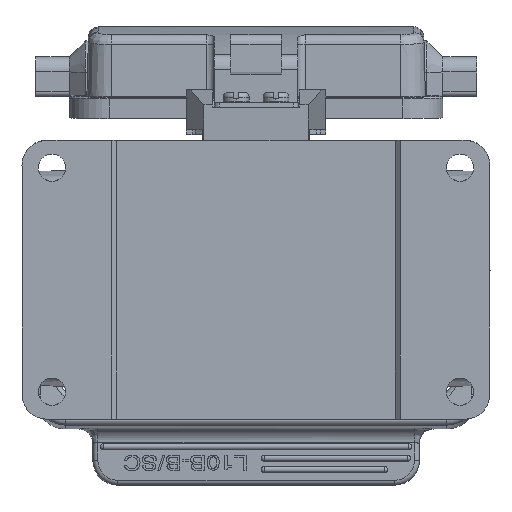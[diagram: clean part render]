
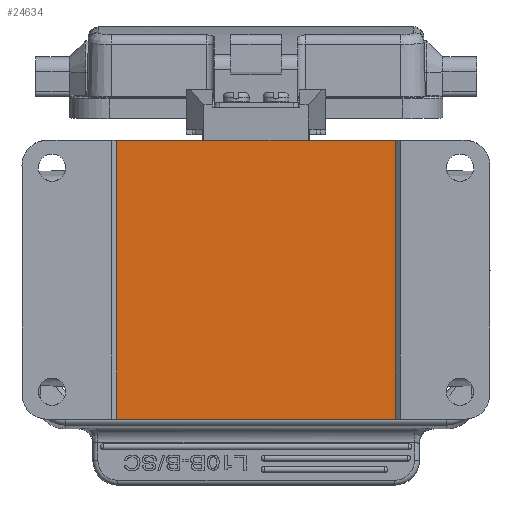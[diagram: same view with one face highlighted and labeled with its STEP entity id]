
A CAD part, front view. The second image highlights one B-rep face of the part: STEP entity #24634.
In plain terms, the highlighted planar face has unit normal (0, -1, -0.009).
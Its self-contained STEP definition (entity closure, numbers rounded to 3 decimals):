
#2721=DIRECTION('',(1.,0.,0.));
#2722=VECTOR('',#2721,56.);
#2723=CARTESIAN_POINT('',(18.986,-21.779,
-50.144));
#2724=LINE('',#2723,#2722);
#3135=DIRECTION('',(-1.,0.,0.));
#3136=VECTOR('',#3135,56.);
#3137=CARTESIAN_POINT('',(74.986,-22.285,5.854));
#3138=LINE('',#3137,#3136);
#3185=DIRECTION('',(0.,-0.009,1.));
#3186=VECTOR('',#3185,56.);
#3187=CARTESIAN_POINT('',(74.986,-21.796,
-50.144));
#3188=LINE('',#3187,#3186);
#3189=DIRECTION('',(0.,-0.009,1.));
#3190=VECTOR('',#3189,56.);
#3191=CARTESIAN_POINT('',(18.986,-21.779,
-50.144));
#3192=LINE('',#3191,#3190);
#17405=CARTESIAN_POINT('',(74.986,-22.285,
5.854));
#17406=VERTEX_POINT('',#17405);
#17407=CARTESIAN_POINT('',(18.986,-22.267,
5.854));
#17408=VERTEX_POINT('',#17407);
#17439=CARTESIAN_POINT('',(18.986,-21.779,
-50.144));
#17440=VERTEX_POINT('',#17439);
#17441=CARTESIAN_POINT('',(74.986,-21.796,
-50.144));
#17442=VERTEX_POINT('',#17441);
#24622=CARTESIAN_POINT('',(46.986,-22.032,
-22.145));
#24623=DIRECTION('',(0.,1.,0.009));
#24624=DIRECTION('',(0.,-0.009,1.));
#24625=AXIS2_PLACEMENT_3D('',#24622,#24623,#24624);
#24626=PLANE('',#24625);
#24627=ORIENTED_EDGE('',*,*,#23886,.F.);
#24629=ORIENTED_EDGE('',*,*,#24628,.T.);
#24630=ORIENTED_EDGE('',*,*,#24558,.F.);
#24631=ORIENTED_EDGE('',*,*,#24614,.F.);
#24632=EDGE_LOOP('',(#24627,#24629,#24630,#24631));
#24633=FACE_OUTER_BOUND('',#24632,.F.);
#23886=EDGE_CURVE('',#17440,#17442,#2724,.T.);
#24558=EDGE_CURVE('',#17406,#17408,#3138,.T.);
#24614=EDGE_CURVE('',#17442,#17406,#3188,.T.);
#24628=EDGE_CURVE('',#17440,#17408,#3192,.T.);
#24634=ADVANCED_FACE('',(#24633),#24626,.F.);
